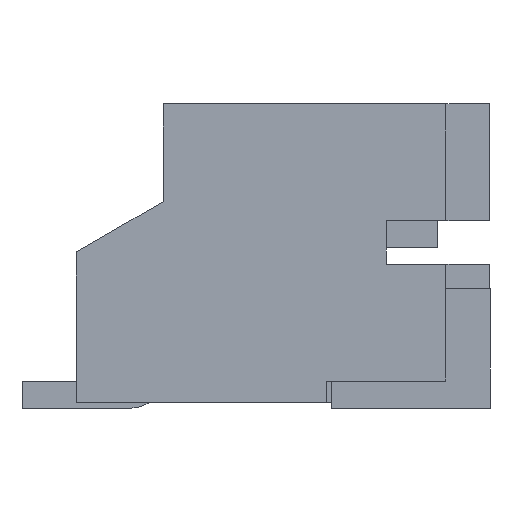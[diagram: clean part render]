
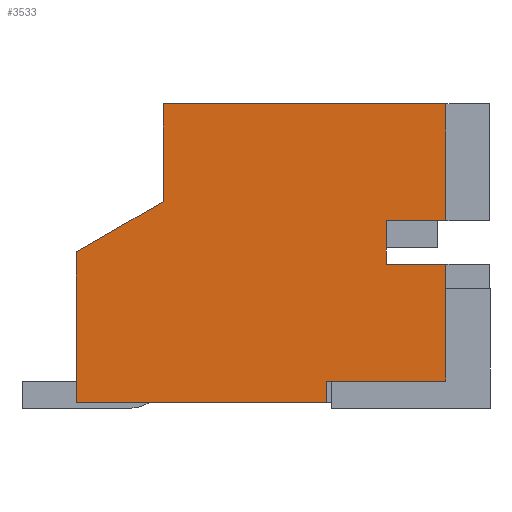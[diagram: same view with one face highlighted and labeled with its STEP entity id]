
A CAD part, left-side view. The second image highlights one B-rep face of the part: STEP entity #3533.
In plain terms, the highlighted planar face has unit normal (-1, 0, 0).
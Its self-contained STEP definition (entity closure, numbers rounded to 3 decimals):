
#186=FACE_OUTER_BOUND('',#383,.T.);
#383=EDGE_LOOP('',(#2502,#2503,#2504,#2505,#2506,#2507,#2508,#2509,#2510,
#2511,#2512,#2513));
#593=LINE('',#4987,#1051);
#670=LINE('',#5185,#1128);
#671=LINE('',#5187,#1129);
#672=LINE('',#5189,#1130);
#673=LINE('',#5191,#1131);
#674=LINE('',#5193,#1132);
#675=LINE('',#5195,#1133);
#676=LINE('',#5197,#1134);
#677=LINE('',#5198,#1135);
#678=LINE('',#5200,#1136);
#679=LINE('',#5202,#1137);
#680=LINE('',#5203,#1138);
#1051=VECTOR('',#4022,1000.);
#1128=VECTOR('',#4169,1000.);
#1129=VECTOR('',#4170,1000.);
#1130=VECTOR('',#4171,1000.);
#1131=VECTOR('',#4172,1000.);
#1132=VECTOR('',#4173,1000.);
#1133=VECTOR('',#4174,1000.);
#1134=VECTOR('',#4175,1000.);
#1135=VECTOR('',#4176,1000.);
#1136=VECTOR('',#4177,1000.);
#1137=VECTOR('',#4178,1000.);
#1138=VECTOR('',#4179,1000.);
#1509=VERTEX_POINT('',#4984);
#1510=VERTEX_POINT('',#4986);
#1595=VERTEX_POINT('',#5183);
#1596=VERTEX_POINT('',#5184);
#1597=VERTEX_POINT('',#5186);
#1598=VERTEX_POINT('',#5188);
#1599=VERTEX_POINT('',#5190);
#1600=VERTEX_POINT('',#5192);
#1601=VERTEX_POINT('',#5194);
#1602=VERTEX_POINT('',#5196);
#1603=VERTEX_POINT('',#5199);
#1604=VERTEX_POINT('',#5201);
#1855=EDGE_CURVE('',#1510,#1509,#593,.T.);
#1953=EDGE_CURVE('',#1595,#1596,#670,.T.);
#1954=EDGE_CURVE('',#1596,#1597,#671,.T.);
#1955=EDGE_CURVE('',#1597,#1598,#672,.T.);
#1956=EDGE_CURVE('',#1598,#1599,#673,.T.);
#1957=EDGE_CURVE('',#1599,#1600,#674,.T.);
#1958=EDGE_CURVE('',#1600,#1601,#675,.T.);
#1959=EDGE_CURVE('',#1601,#1602,#676,.T.);
#1960=EDGE_CURVE('',#1510,#1602,#677,.T.);
#1961=EDGE_CURVE('',#1509,#1603,#678,.T.);
#1962=EDGE_CURVE('',#1603,#1604,#679,.T.);
#1963=EDGE_CURVE('',#1604,#1595,#680,.T.);
#2502=ORIENTED_EDGE('',*,*,#1953,.T.);
#2503=ORIENTED_EDGE('',*,*,#1954,.T.);
#2504=ORIENTED_EDGE('',*,*,#1955,.T.);
#2505=ORIENTED_EDGE('',*,*,#1956,.T.);
#2506=ORIENTED_EDGE('',*,*,#1957,.T.);
#2507=ORIENTED_EDGE('',*,*,#1958,.T.);
#2508=ORIENTED_EDGE('',*,*,#1959,.T.);
#2509=ORIENTED_EDGE('',*,*,#1960,.F.);
#2510=ORIENTED_EDGE('',*,*,#1855,.T.);
#2511=ORIENTED_EDGE('',*,*,#1961,.T.);
#2512=ORIENTED_EDGE('',*,*,#1962,.T.);
#2513=ORIENTED_EDGE('',*,*,#1963,.T.);
#3366=PLANE('',#3762);
#3533=ADVANCED_FACE('',(#186),#3366,.F.);
#3762=AXIS2_PLACEMENT_3D('',#5182,#4167,#4168);
#4022=DIRECTION('',(0.,0.,-1.));
#4167=DIRECTION('center_axis',(1.,0.,0.));
#4168=DIRECTION('ref_axis',(0.,1.,0.));
#4169=DIRECTION('',(0.,0.,1.));
#4170=DIRECTION('',(0.,-1.,0.));
#4171=DIRECTION('',(0.,0.,1.));
#4172=DIRECTION('',(0.,1.,0.));
#4173=DIRECTION('',(0.,0.,1.));
#4174=DIRECTION('',(0.,-1.,0.));
#4175=DIRECTION('',(0.,0.,1.));
#4176=DIRECTION('',(0.,-1.,0.));
#4177=DIRECTION('',(0.,0.866,-0.5));
#4178=DIRECTION('',(0.,0.,-1.));
#4179=DIRECTION('',(0.,-1.,0.));
#4984=CARTESIAN_POINT('',(-10.95,3.,3.8));
#4986=CARTESIAN_POINT('',(-10.95,3.,5.6));
#4987=CARTESIAN_POINT('',(-10.95,3.,3.8));
#5182=CARTESIAN_POINT('Origin',(-10.95,-3.,5.6));
#5183=CARTESIAN_POINT('',(-10.95,0.,0.1));
#5184=CARTESIAN_POINT('',(-10.95,0.,0.5));
#5185=CARTESIAN_POINT('',(-10.95,0.,0.1));
#5186=CARTESIAN_POINT('',(-10.95,-2.2,0.5));
#5187=CARTESIAN_POINT('',(-10.95,-3.,0.5));
#5188=CARTESIAN_POINT('',(-10.95,-2.2,2.65));
#5189=CARTESIAN_POINT('',(-10.95,-2.2,0.1));
#5190=CARTESIAN_POINT('',(-10.95,-1.1,2.65));
#5191=CARTESIAN_POINT('',(-10.95,-3.,2.65));
#5192=CARTESIAN_POINT('',(-10.95,-1.1,3.45));
#5193=CARTESIAN_POINT('',(-10.95,-1.1,2.65));
#5194=CARTESIAN_POINT('',(-10.95,-2.2,3.45));
#5195=CARTESIAN_POINT('',(-10.95,-3.,3.45));
#5196=CARTESIAN_POINT('',(-10.95,-2.2,5.6));
#5197=CARTESIAN_POINT('',(-10.95,-2.2,0.1));
#5198=CARTESIAN_POINT('',(-10.95,-3.,5.6));
#5199=CARTESIAN_POINT('',(-10.95,4.6,2.876));
#5200=CARTESIAN_POINT('',(-10.95,4.6,2.876));
#5201=CARTESIAN_POINT('',(-10.95,4.6,0.1));
#5202=CARTESIAN_POINT('',(-10.95,4.6,5.6));
#5203=CARTESIAN_POINT('',(-10.95,-3.,0.1));
